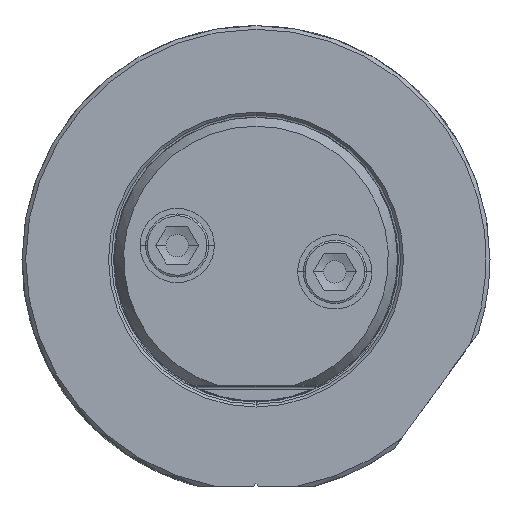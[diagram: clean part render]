
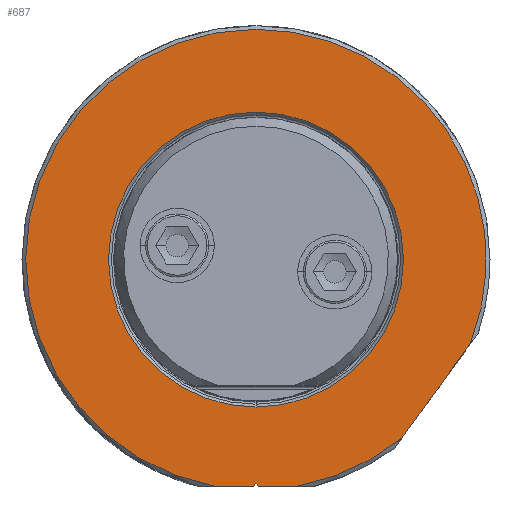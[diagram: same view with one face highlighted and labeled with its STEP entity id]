
A CAD part, top view. The second image highlights one B-rep face of the part: STEP entity #687.
In plain terms, the highlighted planar face has unit normal (0, 0, 1).
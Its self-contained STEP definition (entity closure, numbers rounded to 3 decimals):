
#220=PLANE('',#6222);
#687=ADVANCED_FACE('',(#1024,#1025),#220,.T.);
#1024=FACE_BOUND('',#1166,.T.);
#1025=FACE_BOUND('',#1167,.T.);
#1166=EDGE_LOOP('',(#3310,#3311,#3312,#3313,#3314,#3315,#3316,#3317));
#1167=EDGE_LOOP('',(#3318,#3319));
#1489=CIRCLE('',#6216,31.);
#1490=CIRCLE('',#6218,31.);
#1491=CIRCLE('',#6219,31.);
#1492=CIRCLE('',#6220,19.85);
#1493=CIRCLE('',#6221,19.85);
#1809=LINE('',#12794,#2134);
#1812=LINE('',#12818,#2137);
#1813=LINE('',#12820,#2138);
#1814=LINE('',#12822,#2139);
#1815=LINE('',#12824,#2140);
#2134=VECTOR('',#7280,1.);
#2137=VECTOR('',#7297,1.);
#2138=VECTOR('',#7298,1.);
#2139=VECTOR('',#7299,1.);
#2140=VECTOR('',#7300,1.);
#3310=ORIENTED_EDGE('',*,*,#5323,.T.);
#3311=ORIENTED_EDGE('',*,*,#5317,.T.);
#3312=ORIENTED_EDGE('',*,*,#5324,.T.);
#3313=ORIENTED_EDGE('',*,*,#5325,.T.);
#3314=ORIENTED_EDGE('',*,*,#5326,.F.);
#3315=ORIENTED_EDGE('',*,*,#5327,.T.);
#3316=ORIENTED_EDGE('',*,*,#5328,.T.);
#3317=ORIENTED_EDGE('',*,*,#5329,.F.);
#3318=ORIENTED_EDGE('',*,*,#5330,.T.);
#3319=ORIENTED_EDGE('',*,*,#5331,.T.);
#4618=VERTEX_POINT('',#12793);
#4619=VERTEX_POINT('',#12795);
#4622=VERTEX_POINT('',#12811);
#4623=VERTEX_POINT('',#12815);
#4624=VERTEX_POINT('',#12817);
#4625=VERTEX_POINT('',#12819);
#4626=VERTEX_POINT('',#12821);
#4627=VERTEX_POINT('',#12823);
#4628=VERTEX_POINT('',#12826);
#4629=VERTEX_POINT('',#12827);
#5317=EDGE_CURVE('',#4619,#4618,#1809,.T.);
#5323=EDGE_CURVE('',#4622,#4619,#1489,.T.);
#5324=EDGE_CURVE('',#4618,#4623,#1490,.T.);
#5325=EDGE_CURVE('',#4623,#4624,#1491,.T.);
#5326=EDGE_CURVE('',#4625,#4624,#1812,.T.);
#5327=EDGE_CURVE('',#4625,#4626,#1813,.T.);
#5328=EDGE_CURVE('',#4626,#4627,#1814,.T.);
#5329=EDGE_CURVE('',#4622,#4627,#1815,.T.);
#5330=EDGE_CURVE('',#4628,#4629,#1492,.T.);
#5331=EDGE_CURVE('',#4629,#4628,#1493,.T.);
#6216=AXIS2_PLACEMENT_3D('',#12812,#7289,#7290);
#6218=AXIS2_PLACEMENT_3D('',#12814,#7293,#7294);
#6219=AXIS2_PLACEMENT_3D('',#12816,#7295,#7296);
#6220=AXIS2_PLACEMENT_3D('',#12825,#7301,#7302);
#6221=AXIS2_PLACEMENT_3D('',#12828,#7303,#7304);
#6222=AXIS2_PLACEMENT_3D('',#12829,#7305,#7306);
#7280=DIRECTION('',(0.588,0.809,0.));
#7289=DIRECTION('',(0.,0.,1.));
#7290=DIRECTION('',(0.179,-0.984,0.));
#7293=DIRECTION('',(0.,0.,1.));
#7294=DIRECTION('',(0.931,-0.365,0.));
#7295=DIRECTION('',(0.,0.,1.));
#7296=DIRECTION('',(0.,1.,0.));
#7297=DIRECTION('',(-1.,0.,0.));
#7298=DIRECTION('',(0.707,0.707,0.));
#7299=DIRECTION('',(0.707,-0.707,0.));
#7300=DIRECTION('',(-1.,0.,0.));
#7301=DIRECTION('',(0.,0.,-1.));
#7302=DIRECTION('',(0.,-1.,0.));
#7303=DIRECTION('',(0.,0.,-1.));
#7304=DIRECTION('',(0.,1.,0.));
#7305=DIRECTION('',(0.,0.,1.));
#7306=DIRECTION('',(0.,-1.,0.));
#12793=CARTESIAN_POINT('',(28.856,-11.329,0.));
#12794=CARTESIAN_POINT('',(19.668,-23.962,0.));
#12795=CARTESIAN_POINT('',(19.668,-23.962,0.));
#12811=CARTESIAN_POINT('',(5.545,-30.5,0.));
#12812=CARTESIAN_POINT('',(0.,0.,0.));
#12814=CARTESIAN_POINT('',(0.,0.,0.));
#12815=CARTESIAN_POINT('',(0.,31.,0.));
#12816=CARTESIAN_POINT('',(0.,0.,0.));
#12817=CARTESIAN_POINT('',(-5.545,-30.5,0.));
#12818=CARTESIAN_POINT('',(-0.354,-30.5,0.));
#12819=CARTESIAN_POINT('',(-0.354,-30.5,0.));
#12820=CARTESIAN_POINT('',(-0.354,-30.5,0.));
#12821=CARTESIAN_POINT('',(0.,-30.146,0.));
#12822=CARTESIAN_POINT('',(0.,-30.146,0.));
#12823=CARTESIAN_POINT('',(0.354,-30.5,0.));
#12824=CARTESIAN_POINT('',(5.545,-30.5,0.));
#12825=CARTESIAN_POINT('',(0.,0.,0.));
#12826=CARTESIAN_POINT('',(0.,-19.85,0.));
#12827=CARTESIAN_POINT('',(0.,19.85,0.));
#12828=CARTESIAN_POINT('',(0.,0.,0.));
#12829=CARTESIAN_POINT('',(0.,0.25,0.));
